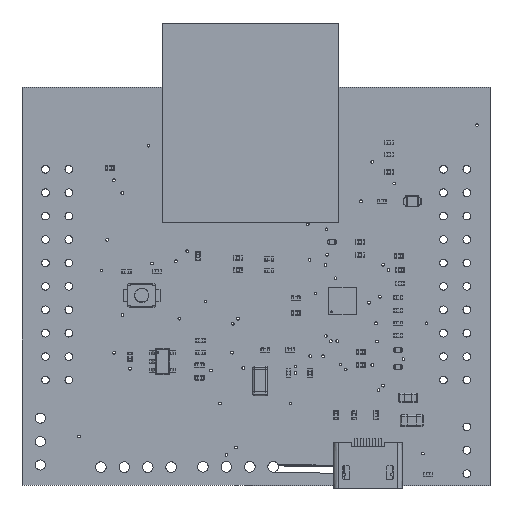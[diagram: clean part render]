
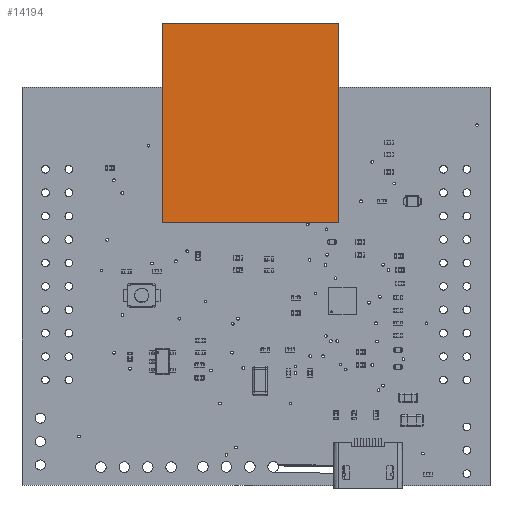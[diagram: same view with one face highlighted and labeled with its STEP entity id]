
A CAD part, top view. The second image highlights one B-rep face of the part: STEP entity #14194.
In plain terms, the highlighted planar face has unit normal (0, 0, 1).
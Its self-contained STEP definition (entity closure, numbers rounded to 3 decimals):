
#14065 = VERTEX_POINT('',#14066);
#14066 = CARTESIAN_POINT('',(-9.55,8.94,2.7));
#14072 = EDGE_CURVE('',#14065,#14073,#14075,.T.);
#14073 = VERTEX_POINT('',#14074);
#14074 = CARTESIAN_POINT('',(9.55,8.94,2.7));
#14075 = LINE('',#14076,#14077);
#14076 = CARTESIAN_POINT('',(-9.55,8.94,2.7));
#14077 = VECTOR('',#14078,1.);
#14078 = DIRECTION('',(1.,0.,0.));
#14103 = EDGE_CURVE('',#14073,#14104,#14106,.T.);
#14104 = VERTEX_POINT('',#14105);
#14105 = CARTESIAN_POINT('',(9.55,-12.66,2.7));
#14106 = LINE('',#14107,#14108);
#14107 = CARTESIAN_POINT('',(9.55,8.94,2.7));
#14108 = VECTOR('',#14109,1.);
#14109 = DIRECTION('',(0.,-1.,0.));
#14134 = EDGE_CURVE('',#14104,#14135,#14137,.T.);
#14135 = VERTEX_POINT('',#14136);
#14136 = CARTESIAN_POINT('',(-9.55,-12.66,2.7));
#14137 = LINE('',#14138,#14139);
#14138 = CARTESIAN_POINT('',(9.55,-12.66,2.7));
#14139 = VECTOR('',#14140,1.);
#14140 = DIRECTION('',(-1.,0.,0.));
#14165 = EDGE_CURVE('',#14135,#14065,#14166,.T.);
#14166 = LINE('',#14167,#14168);
#14167 = CARTESIAN_POINT('',(-9.55,-12.66,2.7));
#14168 = VECTOR('',#14169,1.);
#14169 = DIRECTION('',(0.,1.,0.));
#14194 = ADVANCED_FACE('',(#14195),#14201,.F.);
#14195 = FACE_BOUND('',#14196,.F.);
#14196 = EDGE_LOOP('',(#14197,#14198,#14199,#14200));
#14197 = ORIENTED_EDGE('',*,*,#14072,.T.);
#14198 = ORIENTED_EDGE('',*,*,#14103,.T.);
#14199 = ORIENTED_EDGE('',*,*,#14134,.T.);
#14200 = ORIENTED_EDGE('',*,*,#14165,.T.);
#14201 = PLANE('',#14202);
#14202 = AXIS2_PLACEMENT_3D('',#14203,#14204,#14205);
#14203 = CARTESIAN_POINT('',(0.,-1.86,2.7));
#14204 = DIRECTION('',(0.,0.,-1.));
#14205 = DIRECTION('',(0.,-1.,0.));
